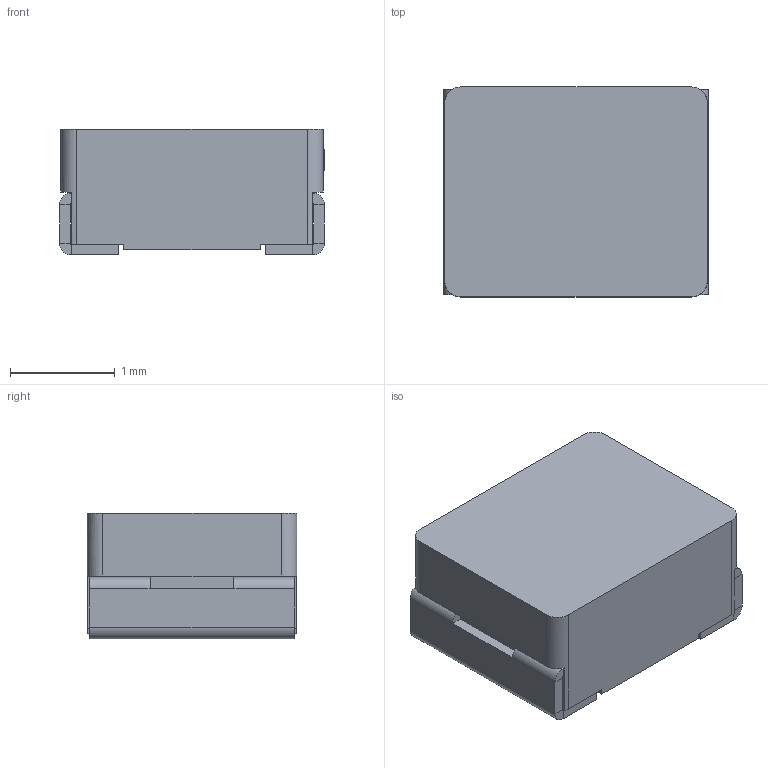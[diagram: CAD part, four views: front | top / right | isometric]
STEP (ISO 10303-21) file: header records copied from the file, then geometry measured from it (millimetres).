
FILE_DESCRIPTION (( 'STEP AP214' ), '1' );
FILE_NAME ('IND-SMD_L2.5-W2.0-H1.2.step', '2022-07-08T23:53:08', ( '' ), ( '' ), 'SwSTEP 2.0', 'SolidWorks 2020', '' );
FILE_SCHEMA (( 'AUTOMOTIVE_DESIGN' ));
Length unit declared in the file: millimetre
Products named in the file (1): IND-SMD_L2.5-W2.0-H1.2
Bounding box: 2.52 x 2 x 1.2 mm (x, y, z)
Volume: 5.8 mm3; surface area: 24.7 mm2
Topology: 1 solids, 1 shells, 343 faces, 921 edges, 602 vertices
Faces by surface type: plane 215, bspline 112, cylinder 16
Entity records: 14991 total; most frequent: CARTESIAN_POINT 3971, ORIENTED_EDGE 1842, DIRECTION 1193, EDGE_CURVE 921, VECTOR 657, LINE 657, VERTEX_POINT 602, EDGE_LOOP 373
